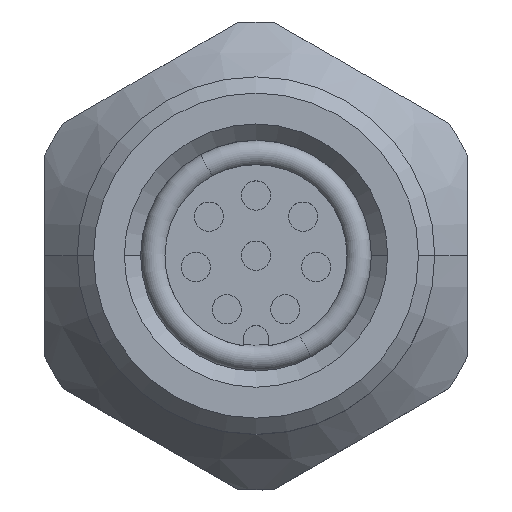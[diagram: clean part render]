
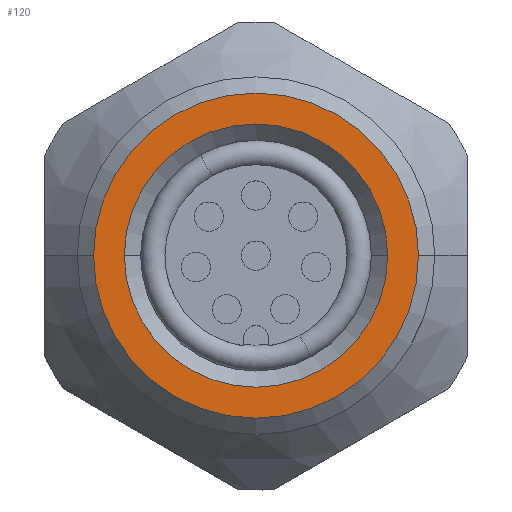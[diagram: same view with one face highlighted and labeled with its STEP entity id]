
A CAD part, top view. The second image highlights one B-rep face of the part: STEP entity #120.
In plain terms, the highlighted planar face has unit normal (0, 0, 1).
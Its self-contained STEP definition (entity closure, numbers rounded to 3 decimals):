
#54=AXIS2_PLACEMENT_3D('Circle Axis2P3D',#52,#53,$) ;
#83=AXIS2_PLACEMENT_3D('Circle Axis2P3D',#81,#82,$) ;
#96=AXIS2_PLACEMENT_3D('Plane Axis2P3D',#93,#94,#95) ;
#100=AXIS2_PLACEMENT_3D('Circle Axis2P3D',#98,#99,$) ;
#109=AXIS2_PLACEMENT_3D('Circle Axis2P3D',#107,#108,$) ;
#49=CARTESIAN_POINT('Vertex',(10.55,7.2,19.85)) ;
#52=CARTESIAN_POINT('Axis2P3D Location',(6.5,7.2,19.85)) ;
#56=CARTESIAN_POINT('Vertex',(2.45,7.2,19.85)) ;
#81=CARTESIAN_POINT('Axis2P3D Location',(6.5,7.2,19.85)) ;
#93=CARTESIAN_POINT('Axis2P3D Location',(1.975,7.2,19.85)) ;
#98=CARTESIAN_POINT('Axis2P3D Location',(6.5,7.2,19.85)) ;
#102=CARTESIAN_POINT('Vertex',(1.5,7.2,19.85)) ;
#104=CARTESIAN_POINT('Vertex',(11.5,7.2,19.85)) ;
#107=CARTESIAN_POINT('Axis2P3D Location',(6.5,7.2,19.85)) ;
#53=DIRECTION('Axis2P3D Direction',(0.,0.,1.)) ;
#82=DIRECTION('Axis2P3D Direction',(0.,0.,1.)) ;
#94=DIRECTION('Axis2P3D Direction',(0.,0.,1.)) ;
#95=DIRECTION('Axis2P3D XDirection',(0.,1.,0.)) ;
#99=DIRECTION('Axis2P3D Direction',(0.,0.,1.)) ;
#108=DIRECTION('Axis2P3D Direction',(0.,0.,1.)) ;
#113=ORIENTED_EDGE('',*,*,#106,.T.) ;
#114=ORIENTED_EDGE('',*,*,#111,.T.) ;
#117=ORIENTED_EDGE('',*,*,#58,.F.) ;
#118=ORIENTED_EDGE('',*,*,#85,.F.) ;
#119=FACE_BOUND('',#116,.T.) ;
#120=ADVANCED_FACE('V1',(#115,#119),#97,.T.) ;
#55=CIRCLE('generated circle',#54,4.05) ;
#84=CIRCLE('generated circle',#83,4.05) ;
#101=CIRCLE('generated circle',#100,5.) ;
#110=CIRCLE('generated circle',#109,5.) ;
#58=EDGE_CURVE('',#50,#57,#55,.T.) ;
#85=EDGE_CURVE('',#57,#50,#84,.T.) ;
#106=EDGE_CURVE('',#103,#105,#101,.T.) ;
#111=EDGE_CURVE('',#105,#103,#110,.T.) ;
#112=EDGE_LOOP('',(#113,#114)) ;
#116=EDGE_LOOP('',(#117,#118)) ;
#115=FACE_OUTER_BOUND('',#112,.T.) ;
#97=PLANE('',#96) ;
#50=VERTEX_POINT('',#49) ;
#57=VERTEX_POINT('',#56) ;
#103=VERTEX_POINT('',#102) ;
#105=VERTEX_POINT('',#104) ;
